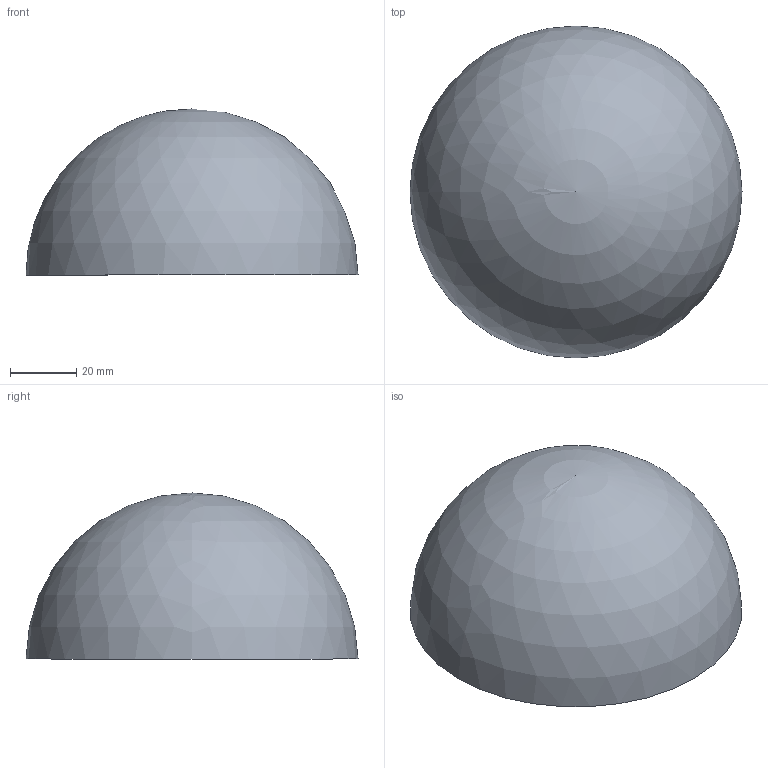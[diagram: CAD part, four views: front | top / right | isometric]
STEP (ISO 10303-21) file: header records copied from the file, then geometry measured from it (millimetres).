
FILE_DESCRIPTION (( 'STEP AP203' ), '1' );
FILE_NAME ('620100-VA.step', '2020-07-15T11:52:02', ( '' ), ( '' ), 'SwSTEP 2.0', 'SolidWorks 2018', '' );
FILE_SCHEMA (( 'CONFIG_CONTROL_DESIGN' ));
Length unit declared in the file: millimetre
Products named in the file (1): 620100-VA
Bounding box: 100 x 100 x 50 mm (x, y, z)
Volume: 30175.9 mm3; surface area: 30804.6 mm2
Topology: 1 solids, 1 shells, 209 faces, 551 edges, 368 vertices
Faces by surface type: plane 92, bspline 90, sphere 27
Entity records: 10466 total; most frequent: CARTESIAN_POINT 5663, ORIENTED_EDGE 1094, DIRECTION 793, EDGE_CURVE 547, VERTEX_POINT 366, AXIS2_PLACEMENT_3D 306, EDGE_LOOP 235, FACE_OUTER_BOUND 209
